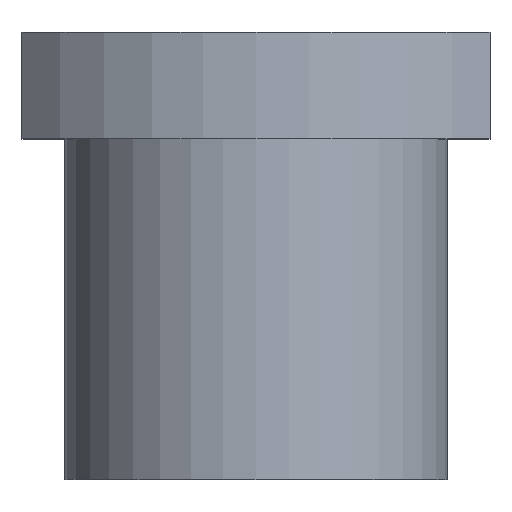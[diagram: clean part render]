
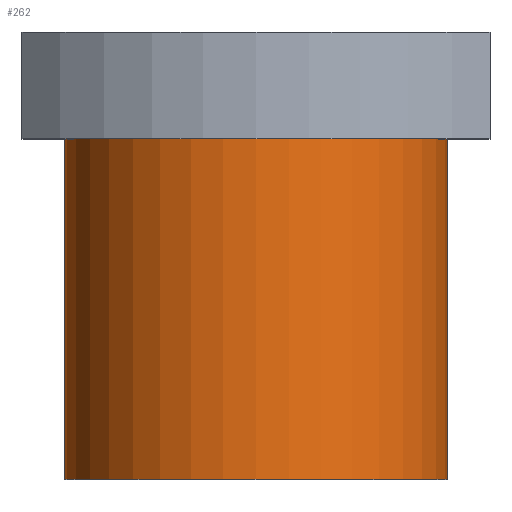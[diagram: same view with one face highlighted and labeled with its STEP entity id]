
A CAD part, top view. The second image highlights one B-rep face of the part: STEP entity #262.
In plain terms, the highlighted cylindrical face has radius 18 mm (diameter 36 mm), a full revolution.
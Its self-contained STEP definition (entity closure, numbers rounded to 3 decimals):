
#51=FACE_BOUND('',#102,.T.);
#71=FACE_OUTER_BOUND('',#101,.T.);
#101=EDGE_LOOP('',(#223));
#102=EDGE_LOOP('',(#224));
#129=CIRCLE('',#296,18.);
#130=CIRCLE('',#298,18.);
#154=VERTEX_POINT('',#442);
#155=VERTEX_POINT('',#445);
#181=EDGE_CURVE('',#154,#154,#129,.T.);
#182=EDGE_CURVE('',#155,#155,#130,.T.);
#223=ORIENTED_EDGE('',*,*,#181,.T.);
#224=ORIENTED_EDGE('',*,*,#182,.F.);
#248=CYLINDRICAL_SURFACE('',#297,18.);
#262=ADVANCED_FACE('',(#71,#51),#248,.T.);
#296=AXIS2_PLACEMENT_3D('',#443,#370,#371);
#297=AXIS2_PLACEMENT_3D('',#444,#372,#373);
#298=AXIS2_PLACEMENT_3D('',#446,#374,#375);
#370=DIRECTION('center_axis',(0.,1.,0.));
#371=DIRECTION('ref_axis',(1.,0.,0.));
#372=DIRECTION('center_axis',(0.,1.,0.));
#373=DIRECTION('ref_axis',(0.,0.,1.));
#374=DIRECTION('center_axis',(0.,1.,0.));
#375=DIRECTION('ref_axis',(1.,0.,0.));
#442=CARTESIAN_POINT('',(0.,-42.,18.));
#443=CARTESIAN_POINT('Origin',(0.,-42.,0.));
#444=CARTESIAN_POINT('Origin',(0.,-26.,0.));
#445=CARTESIAN_POINT('',(0.,-10.,18.));
#446=CARTESIAN_POINT('Origin',(0.,-10.,0.));
